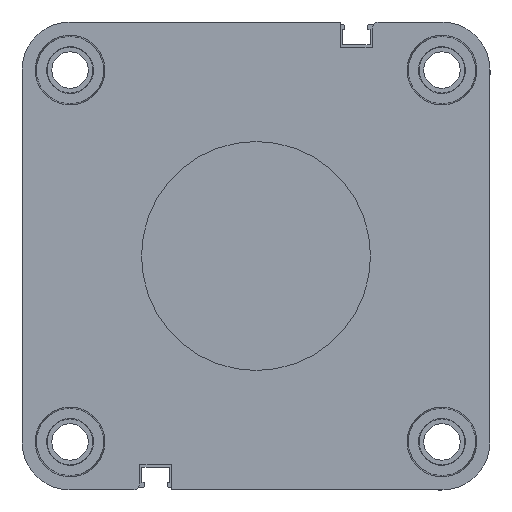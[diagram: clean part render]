
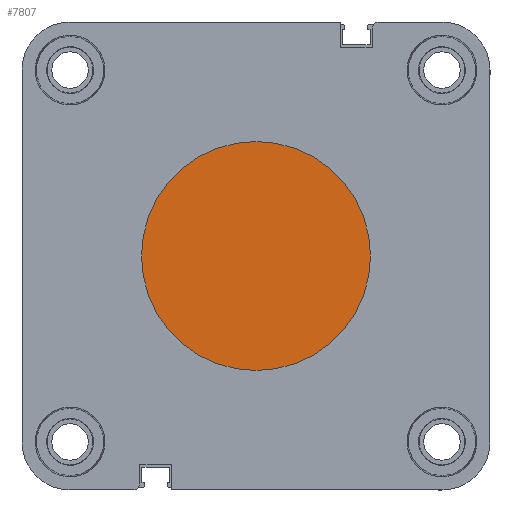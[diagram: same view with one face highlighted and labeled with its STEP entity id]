
A CAD part, left-side view. The second image highlights one B-rep face of the part: STEP entity #7807.
In plain terms, the highlighted planar face has unit normal (-1, 0, 0).
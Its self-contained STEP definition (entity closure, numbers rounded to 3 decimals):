
#371 = DIRECTION ( 'NONE',  ( 0., 0., 1. ) ) ;
#380 = CIRCLE ( 'NONE', #6273, 27.4 ) ;
#2089 = FACE_OUTER_BOUND ( 'NONE', #10793, .T. ) ;
#2384 = DIRECTION ( 'NONE',  ( -1., 0., 0. ) ) ;
#3873 = EDGE_CURVE ( 'NONE', #6803, #5604, #380, .T. ) ;
#5604 = VERTEX_POINT ( 'NONE', #13433 ) ;
#6068 = AXIS2_PLACEMENT_3D ( 'NONE', #14249, #6333, #371 ) ;
#6273 = AXIS2_PLACEMENT_3D ( 'NONE', #14261, #10804, #14368 ) ;
#6333 = DIRECTION ( 'NONE',  ( -1., 0., 0. ) ) ;
#6803 = VERTEX_POINT ( 'NONE', #12185 ) ;
#6978 = ORIENTED_EDGE ( 'NONE', *, *, #3873, .T. ) ;
#7419 = EDGE_CURVE ( 'NONE', #5604, #6803, #13981, .T. ) ;
#7807 = ADVANCED_FACE ( 'NONE', ( #2089 ), #10440, .T. ) ;
#8169 = ORIENTED_EDGE ( 'NONE', *, *, #7419, .T. ) ;
#10440 = PLANE ( 'NONE',  #12748 ) ;
#10496 = CARTESIAN_POINT ( 'NONE',  ( 0., 0., 0. ) ) ;
#10793 = EDGE_LOOP ( 'NONE', ( #8169, #6978 ) ) ;
#10804 = DIRECTION ( 'NONE',  ( -1., 0., 0. ) ) ;
#12185 = CARTESIAN_POINT ( 'NONE',  ( 0., 0., -27.4 ) ) ;
#12748 = AXIS2_PLACEMENT_3D ( 'NONE', #10496, #2384, #12821 ) ;
#12821 = DIRECTION ( 'NONE',  ( 0., 0., 1. ) ) ;
#13433 = CARTESIAN_POINT ( 'NONE',  ( 0., 0., 27.4 ) ) ;
#13981 = CIRCLE ( 'NONE', #6068, 27.4 ) ;
#14249 = CARTESIAN_POINT ( 'NONE',  ( 0., 0., 0. ) ) ;
#14261 = CARTESIAN_POINT ( 'NONE',  ( 0., 0., 0. ) ) ;
#14368 = DIRECTION ( 'NONE',  ( 0., 0., 1. ) ) ;
